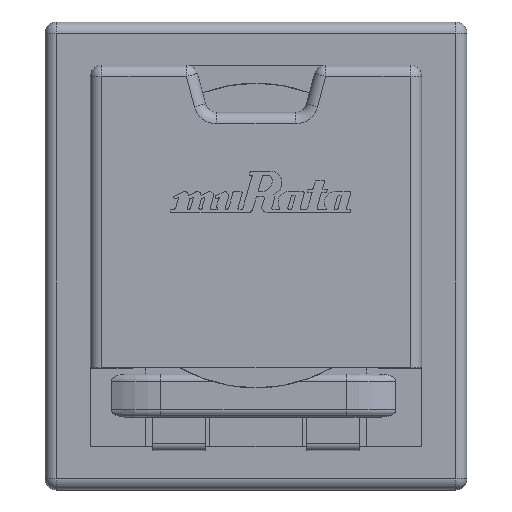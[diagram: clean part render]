
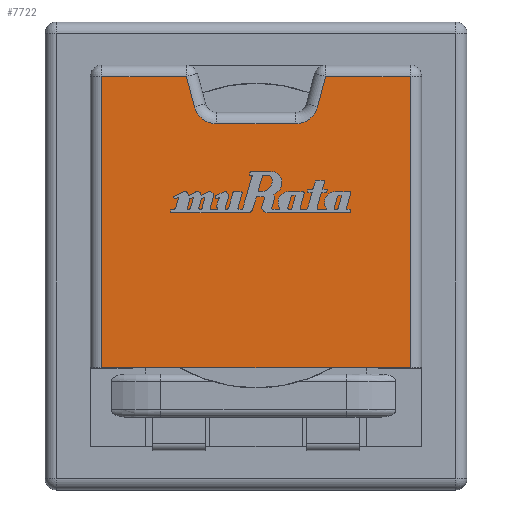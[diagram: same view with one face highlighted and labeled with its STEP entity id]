
A CAD part, top view. The second image highlights one B-rep face of the part: STEP entity #7722.
In plain terms, the highlighted planar face has unit normal (0, 0, 1).
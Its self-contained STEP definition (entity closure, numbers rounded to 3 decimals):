
#518=FACE_OUTER_BOUND('',#971,.T.);
#971=EDGE_LOOP('',(#5929,#5930,#5931,#5932,#5933,#5934,#5935,#5936,#5937,
#5938));
#1581=LINE('',#11977,#2404);
#1600=LINE('',#12033,#2423);
#1603=LINE('',#12048,#2426);
#1605=LINE('',#12059,#2428);
#1608=LINE('',#12071,#2431);
#1609=LINE('',#12075,#2432);
#1610=LINE('',#12076,#2433);
#1611=LINE('',#12077,#2434);
#2404=VECTOR('',#9632,10.739);
#2423=VECTOR('',#9687,1.093);
#2426=VECTOR('',#9704,2.745);
#2428=VECTOR('',#9718,1.093);
#2431=VECTOR('',#9735,2.942);
#2432=VECTOR('',#9740,2.942);
#2433=VECTOR('',#9741,10.15);
#2434=VECTOR('',#9742,10.15);
#2936=CIRCLE('',#8269,0.8);
#2940=CIRCLE('',#8275,0.8);
#3435=VERTEX_POINT('',#11974);
#3436=VERTEX_POINT('',#11976);
#3454=VERTEX_POINT('',#12030);
#3455=VERTEX_POINT('',#12032);
#3457=VERTEX_POINT('',#12038);
#3459=VERTEX_POINT('',#12044);
#3461=VERTEX_POINT('',#12050);
#3463=VERTEX_POINT('',#12056);
#3465=VERTEX_POINT('',#12070);
#3466=VERTEX_POINT('',#12074);
#4313=EDGE_CURVE('',#3436,#3435,#1581,.T.);
#4341=EDGE_CURVE('',#3454,#3455,#1600,.T.);
#4346=EDGE_CURVE('',#3455,#3457,#2936,.T.);
#4349=EDGE_CURVE('',#3457,#3459,#1603,.T.);
#4352=EDGE_CURVE('',#3459,#3461,#2940,.T.);
#4355=EDGE_CURVE('',#3461,#3463,#1605,.T.);
#4361=EDGE_CURVE('',#3463,#3465,#1608,.T.);
#4363=EDGE_CURVE('',#3466,#3454,#1609,.T.);
#4364=EDGE_CURVE('',#3436,#3466,#1610,.T.);
#4365=EDGE_CURVE('',#3465,#3435,#1611,.T.);
#5929=ORIENTED_EDGE('',*,*,#4355,.F.);
#5930=ORIENTED_EDGE('',*,*,#4352,.F.);
#5931=ORIENTED_EDGE('',*,*,#4349,.F.);
#5932=ORIENTED_EDGE('',*,*,#4346,.F.);
#5933=ORIENTED_EDGE('',*,*,#4341,.F.);
#5934=ORIENTED_EDGE('',*,*,#4363,.F.);
#5935=ORIENTED_EDGE('',*,*,#4364,.F.);
#5936=ORIENTED_EDGE('',*,*,#4313,.T.);
#5937=ORIENTED_EDGE('',*,*,#4365,.F.);
#5938=ORIENTED_EDGE('',*,*,#4361,.F.);
#7388=PLANE('',#8286);
#7722=ADVANCED_FACE('',(#518),#7388,.T.);
#8269=AXIS2_PLACEMENT_3D('',#12042,#9697,#9698);
#8275=AXIS2_PLACEMENT_3D('',#12054,#9711,#9712);
#8286=AXIS2_PLACEMENT_3D('',#12073,#9738,#9739);
#9632=DIRECTION('',(1.,0.,0.));
#9687=DIRECTION('',(0.259,-0.966,0.));
#9697=DIRECTION('center_axis',(0.,0.,1.));
#9698=DIRECTION('ref_axis',(-0.609,-0.793,0.));
#9704=DIRECTION('',(1.,0.,0.));
#9711=DIRECTION('center_axis',(0.,0.,1.));
#9712=DIRECTION('ref_axis',(0.609,-0.793,0.));
#9718=DIRECTION('',(0.259,0.966,0.));
#9735=DIRECTION('',(1.,0.,0.));
#9738=DIRECTION('center_axis',(0.,0.,1.));
#9739=DIRECTION('ref_axis',(1.,0.,0.));
#9740=DIRECTION('',(1.,0.,0.));
#9741=DIRECTION('',(0.,1.,0.));
#9742=DIRECTION('',(0.,-1.,0.));
#11974=CARTESIAN_POINT('',(5.37,-3.909,7.5));
#11976=CARTESIAN_POINT('',(-5.37,-3.909,7.5));
#11977=CARTESIAN_POINT('',(-3.615,-3.909,7.5));
#12030=CARTESIAN_POINT('',(-2.428,6.241,7.5));
#12032=CARTESIAN_POINT('',(-2.145,5.185,7.5));
#12033=CARTESIAN_POINT('',(-1.506,2.799,7.5));
#12038=CARTESIAN_POINT('',(-1.372,4.592,7.5));
#12042=CARTESIAN_POINT('Origin',(-1.372,5.392,7.5));
#12044=CARTESIAN_POINT('',(1.372,4.592,7.5));
#12048=CARTESIAN_POINT('',(0.86,4.592,7.5));
#12050=CARTESIAN_POINT('',(2.145,5.185,7.5));
#12054=CARTESIAN_POINT('Origin',(1.372,5.392,7.5));
#12056=CARTESIAN_POINT('',(2.428,6.241,7.5));
#12059=CARTESIAN_POINT('',(1.506,2.799,7.5));
#12070=CARTESIAN_POINT('',(5.37,6.241,7.5));
#12071=CARTESIAN_POINT('',(2.885,6.241,7.5));
#12073=CARTESIAN_POINT('Origin',(0.,0.,7.5));
#12074=CARTESIAN_POINT('',(-5.37,6.241,7.5));
#12075=CARTESIAN_POINT('',(2.885,6.241,7.5));
#12076=CARTESIAN_POINT('',(-5.37,3.32,7.5));
#12077=CARTESIAN_POINT('',(5.37,-3.32,7.5));
